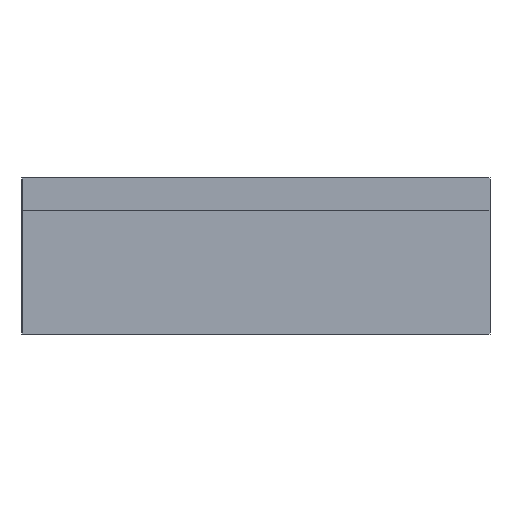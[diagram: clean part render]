
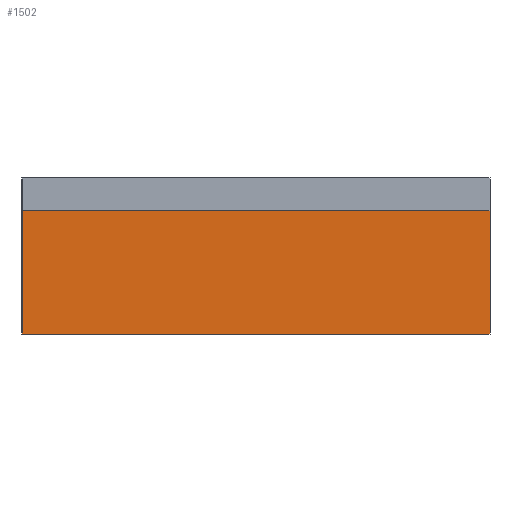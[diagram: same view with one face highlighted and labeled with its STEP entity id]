
A CAD part, front view. The second image highlights one B-rep face of the part: STEP entity #1502.
In plain terms, the highlighted planar face has unit normal (0, -1, 0).
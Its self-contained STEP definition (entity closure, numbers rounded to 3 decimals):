
#166 = FACE_OUTER_BOUND ( 'NONE', #2671, .T. ) ;
#209 = LINE ( 'NONE', #2291, #1374 ) ;
#213 = ORIENTED_EDGE ( 'NONE', *, *, #4068, .F. ) ;
#227 = CARTESIAN_POINT ( 'NONE',  ( -1.5, -2.5, -0.395 ) ) ;
#262 = CARTESIAN_POINT ( 'NONE',  ( -1.5, -2.5, 0.395 ) ) ;
#491 = EDGE_CURVE ( 'NONE', #3337, #2611, #2538, .T. ) ;
#498 = CARTESIAN_POINT ( 'NONE',  ( 1.5, -2.5, 0.395 ) ) ;
#555 = LINE ( 'NONE', #3497, #4528 ) ;
#611 = VECTOR ( 'NONE', #1222, 1000. ) ;
#733 = CARTESIAN_POINT ( 'NONE',  ( -1.5, -2.5, 0.395 ) ) ;
#1047 = VERTEX_POINT ( 'NONE', #262 ) ;
#1127 = DIRECTION ( 'NONE',  ( 0., 0., 1. ) ) ;
#1152 = DIRECTION ( 'NONE',  ( 1., 0., 0. ) ) ;
#1167 = DIRECTION ( 'NONE',  ( 1., 0., 0. ) ) ;
#1222 = DIRECTION ( 'NONE',  ( 0., 0., -1. ) ) ;
#1369 = ORIENTED_EDGE ( 'NONE', *, *, #491, .F. ) ;
#1374 = VECTOR ( 'NONE', #4983, 1000. ) ;
#1437 = VERTEX_POINT ( 'NONE', #227 ) ;
#1502 = ADVANCED_FACE ( 'NONE', ( #166 ), #4189, .F. ) ;
#1695 = ORIENTED_EDGE ( 'NONE', *, *, #3029, .T. ) ;
#1827 = ORIENTED_EDGE ( 'NONE', *, *, #3973, .T. ) ;
#2191 = VECTOR ( 'NONE', #1152, 1000. ) ;
#2291 = CARTESIAN_POINT ( 'NONE',  ( -1.5, -2.5, 0.395 ) ) ;
#2538 = LINE ( 'NONE', #3536, #611 ) ;
#2611 = VERTEX_POINT ( 'NONE', #3251 ) ;
#2664 = CARTESIAN_POINT ( 'NONE',  ( -1.5, -2.5, -0.395 ) ) ;
#2671 = EDGE_LOOP ( 'NONE', ( #1827, #1369, #213, #1695 ) ) ;
#3029 = EDGE_CURVE ( 'NONE', #1047, #1437, #209, .T. ) ;
#3251 = CARTESIAN_POINT ( 'NONE',  ( 1.5, -2.5, -0.395 ) ) ;
#3337 = VERTEX_POINT ( 'NONE', #498 ) ;
#3436 = DIRECTION ( 'NONE',  ( 0., 1., 0. ) ) ;
#3497 = CARTESIAN_POINT ( 'NONE',  ( -1.5, -2.5, 0.395 ) ) ;
#3536 = CARTESIAN_POINT ( 'NONE',  ( 1.5, -2.5, 0.395 ) ) ;
#3973 = EDGE_CURVE ( 'NONE', #1437, #2611, #4214, .T. ) ;
#4068 = EDGE_CURVE ( 'NONE', #1047, #3337, #555, .T. ) ;
#4189 = PLANE ( 'NONE',  #4326 ) ;
#4214 = LINE ( 'NONE', #2664, #2191 ) ;
#4326 = AXIS2_PLACEMENT_3D ( 'NONE', #733, #3436, #1127 ) ;
#4528 = VECTOR ( 'NONE', #1167, 1000. ) ;
#4983 = DIRECTION ( 'NONE',  ( 0., 0., -1. ) ) ;
